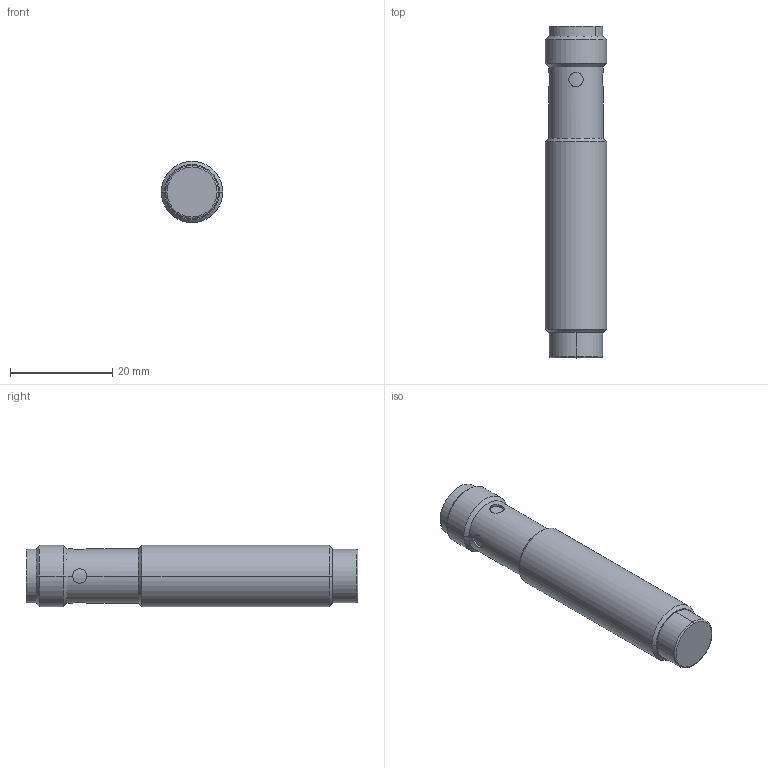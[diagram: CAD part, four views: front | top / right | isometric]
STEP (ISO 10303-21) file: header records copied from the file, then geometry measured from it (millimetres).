
FILE_DESCRIPTION((''),'2;1');
FILE_NAME('DM_CAD-6604_SW0001','2019-02-25T',('creinig-se'),(''),'PRO/ENGINEER BY PARAMETRIC TECHNOLOGY CORPORATION, 2015440','PRO/ENGINEER BY PARAMETRIC TECHNOLOGY CORPORATION, 2015440','');
FILE_SCHEMA(('CONFIG_CONTROL_DESIGN'));
Length unit declared in the file: millimetre
Products named in the file (1): DM_CAD-6604_SW0001
Bounding box: 12 x 65 x 12 mm (x, y, z)
Volume: 5950.3 mm3; surface area: 3937.2 mm2
Topology: 1 solids, 1 shells, 214 faces, 611 edges, 432 vertices
Faces by surface type: cylinder 77, plane 51, bspline 40, sphere 26, cone 18, torus 2
Entity records: 11039 total; most frequent: CARTESIAN_POINT 4210, ORIENTED_EDGE 1070, DIRECTION 1006, EDGE_CURVE 535, AXIS2_PLACEMENT_3D 390, VERTEX_POINT 332, PRESENTATION_STYLE_ASSIGNMENT 265, STYLED_ITEM 265
